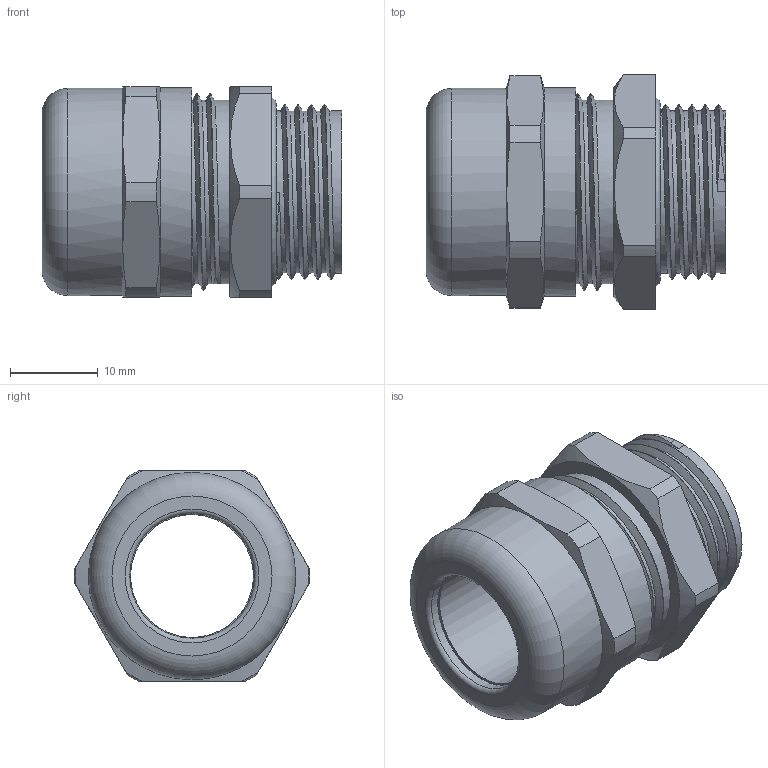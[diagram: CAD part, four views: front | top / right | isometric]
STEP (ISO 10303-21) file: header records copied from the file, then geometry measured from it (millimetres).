
FILE_DESCRIPTION(/* description */ ('EURO-TOP- MS RAIL M 20x1,5, KB: 10-14 mm'),/* implementation_level */ '2;1');
FILE_NAME(/* name */ 'R60080522-RST.stp',/* time_stamp */ '2022-02-03T13:47:37+01:00',/* author */ ('sl'),/* organization */ (''),/* preprocessor_version */ 'ST-DEVELOPER v16.5',/* originating_system */ 'Autodesk Inventor 2017',/* authorisation */ '');
FILE_SCHEMA (('AUTOMOTIVE_DESIGN { 1 0 10303 214 3 1 1 }'));
Length unit declared in the file: millimetre
Products named in the file (6): R60080522; Euro-Top-05-4-BT-0005-60080522; 60080522; 60080522_1; 60080522_2; 60080522_3
Assembly tree (5 placements, depth 2):
  R60080522
    Euro-Top-05-4-BT-0005-60080522
    60080522
    60080522_1
    60080522_2
    60080522_3
Bounding box: 34.19 x 26.9 x 24 mm (x, y, z)
Volume: 6254.3 mm3; surface area: 10963.9 mm2
Topology: 5 solids, 5 shells, 237 faces, 636 edges, 412 vertices
Faces by surface type: plane 123, cylinder 64, torus 24, cone 20, bspline 6
Full cylindrical faces by diameter (mm): 14 x1, 14.24 x1, 14.46 x1, 15.91 x1, 16.94 x1, 17.11 x2, 17.84 x1, 18 x1, 18.478 x5, 19.2 x1, 19.29 x1, 20.87 x1, 20.938 x4, 21.19 x7, 22.712 x7, 23.62 x1, 23.82 x1
Entity records: 9916 total; most frequent: CARTESIAN_POINT 4654, DIRECTION 1067, ORIENTED_EDGE 1050, EDGE_CURVE 525, AXIS2_PLACEMENT_3D 411, VERTEX_POINT 355, EDGE_LOOP 258, LINE 245
